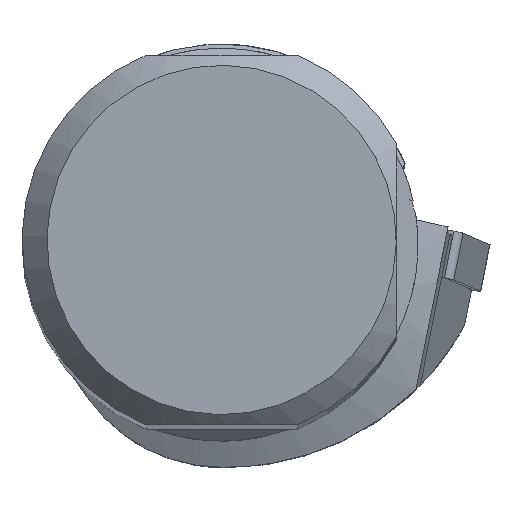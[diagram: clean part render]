
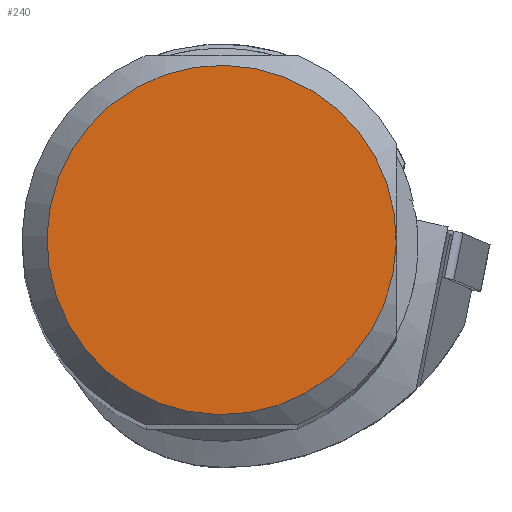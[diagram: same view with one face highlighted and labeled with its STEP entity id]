
A CAD part, top view. The second image highlights one B-rep face of the part: STEP entity #240.
In plain terms, the highlighted planar face has unit normal (0, 0, 1).
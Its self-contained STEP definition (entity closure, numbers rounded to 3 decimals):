
#179=FACE_OUTER_BOUND('',#495,.T.);
#240=ADVANCED_FACE('CU_SU_BP3',(#179),#284,.F.);
#284=PLANE('',#1354);
#495=EDGE_LOOP('',(#731));
#731=ORIENTED_EDGE('',*,*,#1094,.T.);
#955=VERTEX_POINT('',#2154);
#1094=EDGE_CURVE('',#955,#955,#1158,.T.);
#1158=CIRCLE('',#1347,17.489);
#1347=AXIS2_PLACEMENT_3D('',#2153,#1627,#1628);
#1354=AXIS2_PLACEMENT_3D('',#2205,#1643,#1644);
#1627=DIRECTION('',(0.,0.,1.));
#1628=DIRECTION('',(-0.981,0.194,0.));
#1643=DIRECTION('',(0.,0.,-1.));
#1644=DIRECTION('',(-0.981,0.194,0.));
#2153=CARTESIAN_POINT('',(0.,0.,
0.));
#2154=CARTESIAN_POINT('',(-17.158,3.389,0.));
#2205=CARTESIAN_POINT('',(-19.989,0.,0.));
